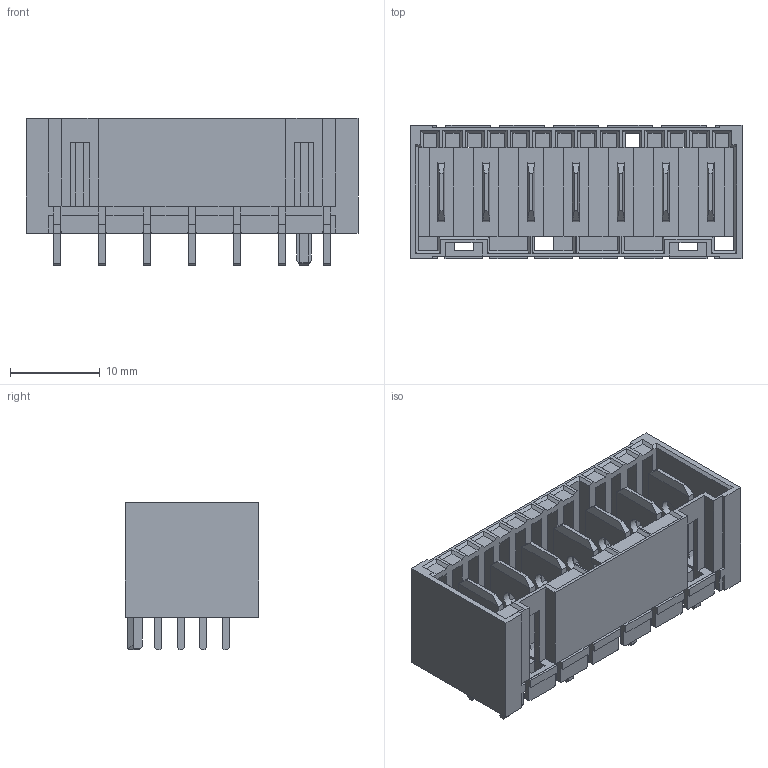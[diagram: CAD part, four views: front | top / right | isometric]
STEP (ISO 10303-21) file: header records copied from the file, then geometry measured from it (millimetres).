
FILE_DESCRIPTION(/* description */ ('Unknown'),/* implementation_level */ '2;1');
FILE_NAME(/* name */ '637101110307',/* time_stamp */ '2023-09-20T16:02:25+02:00',/* author */ ('Unknown'),/* organization */ ('Unknown'),/* preprocessor_version */ 'ST-DEVELOPER v18.102',/* originating_system */ 'Solid Edge',/* authorisation */ 'Unknown');
FILE_SCHEMA (('AUTOMOTIVE_DESIGN {1 0 10303 214 3 1 1}'));
Length unit declared in the file: millimetre
Products named in the file (3): 63710111xxxx; 637101110307; 63710111xxxx_Blade
Assembly tree (8 placements, depth 2):
  63710111xxxx
    637101110307
    63710111xxxx_Blade  x7
Bounding box: 37 x 14.9 x 16.4 mm (x, y, z)
Volume: 2276 mm3; surface area: 6289.8 mm2
Topology: 8 solids, 8 shells, 869 faces, 2538 edges, 1650 vertices
Faces by surface type: plane 806, cylinder 63
Full cylindrical faces by diameter (mm): 2 x7
Entity records: 20061 total; most frequent: ORIENTED_EDGE 3598, CARTESIAN_POINT 3577, DIRECTION 3107, EDGE_CURVE 1799, LINE 1731, VECTOR 1731, VERTEX_POINT 1158, AXIS2_PLACEMENT_3D 688
